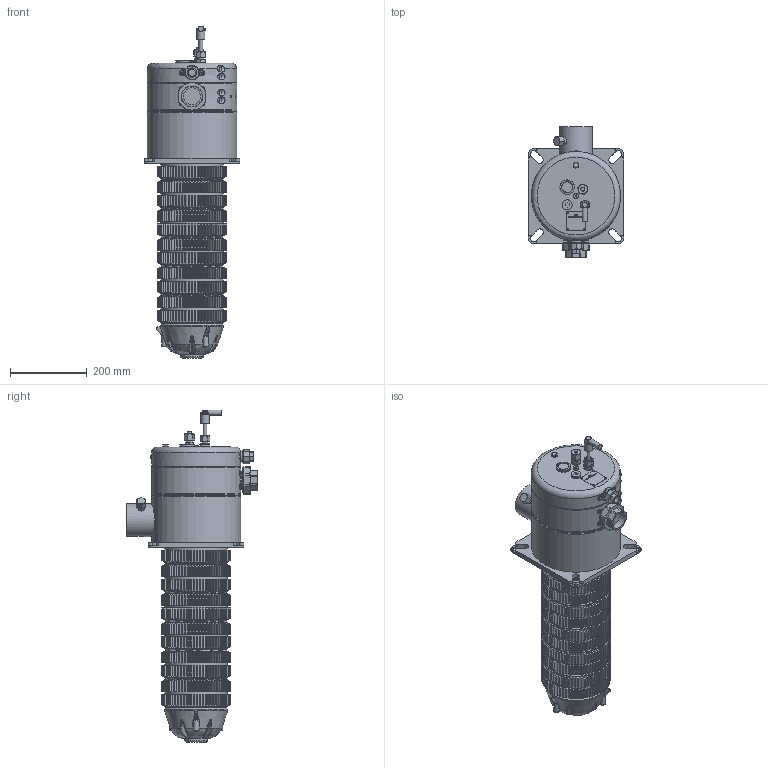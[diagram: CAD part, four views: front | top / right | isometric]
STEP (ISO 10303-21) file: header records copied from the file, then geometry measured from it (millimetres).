
FILE_DESCRIPTION(/* description */ (''),/* implementation_level */ '2;1');
FILE_NAME(/* name */ 'CAD00015191_Shrinkwrap_1.stp',/* time_stamp */ '2020-08-19T12:51:08+02:00',/* author */ ('s.wolff'),/* organization */ (''),/* preprocessor_version */ 'ST-DEVELOPER v18.1',/* originating_system */ 'Autodesk Inventor 2021',/* authorisation */ '');
FILE_SCHEMA (('AUTOMOTIVE_DESIGN { 1 0 10303 214 3 1 1 }'));
Products named in the file (1): CAD00015191_Shrinkwrap_1
Bounding box: 248 x 340.49 x 863.4 mm (x, y, z)
Volume: 21274510.1 mm3; surface area: 1167547.7 mm2
Topology: 3 solids, 3 shells, 6255 faces, 15978 edges, 10551 vertices
Faces by surface type: plane 4552, cone 975, bspline 378, cylinder 304, torus 38, sphere 8
Full cylindrical faces by diameter (mm): 0.5 x1, 4.5 x1, 4.918 x2, 5 x4, 9 x5, 10 x9, 11.4 x1, 13 x2, 13.4 x1, 14 x2, 15 x1, 15.6 x1, 16.6 x1, 17 x4, 17.6 x1, 18.631 x1, 21.5 x1, 21.8 x1, 22 x1, 25.9 x1, 26 x1, 28 x1, 29.5 x1, 30 x1, 35.9 x1, 38 x1, 40 x1, 44.5 x2, 44.845 x1, 48 x1
Entity records: 199170 total; most frequent: CARTESIAN_POINT 48283, ORIENTED_EDGE 31924, DIRECTION 27537, EDGE_CURVE 15962, VERTEX_POINT 10551, AXIS2_PLACEMENT_3D 9205, LINE 9127, VECTOR 9127
